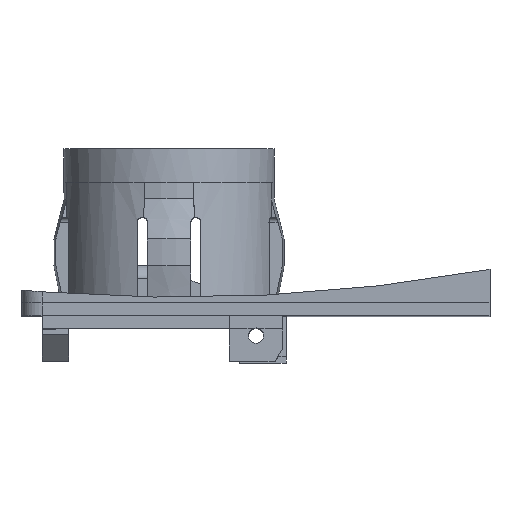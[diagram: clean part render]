
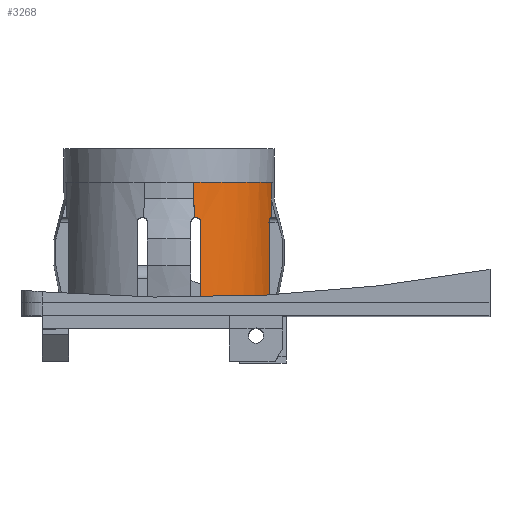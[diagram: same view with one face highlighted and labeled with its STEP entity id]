
A CAD part, top view. The second image highlights one B-rep face of the part: STEP entity #3268.
In plain terms, the highlighted cylindrical face has radius 15.75 mm (diameter 31.5 mm), a partial arc.
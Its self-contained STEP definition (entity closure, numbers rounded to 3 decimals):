
#1544 = VERTEX_POINT('',#1545);
#1545 = CARTESIAN_POINT('',(15.315,18.,3.677));
#1552 = EDGE_CURVE('',#1553,#1544,#1555,.T.);
#1553 = VERTEX_POINT('',#1554);
#1554 = CARTESIAN_POINT('',(3.677,18.,15.315));
#1555 = CIRCLE('',#1556,15.75);
#1556 = AXIS2_PLACEMENT_3D('',#1557,#1558,#1559);
#1557 = CARTESIAN_POINT('',(0.,18.,0.)
  );
#1558 = DIRECTION('',(0.,1.,-0.));
#1559 = DIRECTION('',(0.233,0.,0.972));
#2828 = VERTEX_POINT('',#2829);
#2829 = CARTESIAN_POINT('',(15.017,12.,4.75));
#2835 = EDGE_CURVE('',#2828,#2836,#2838,.T.);
#2836 = VERTEX_POINT('',#2837);
#2837 = CARTESIAN_POINT('',(15.315,12.677,
    3.677));
#2838 = B_SPLINE_CURVE_WITH_KNOTS('',7,(#2839,#2840,#2841,#2842,#2843,
    #2844,#2845,#2846,#2847,#2848,#2849,#2850,#2851,#2852),
  .UNSPECIFIED.,.F.,.F.,(8,6,8),(0.,0.476,1.),.UNSPECIFIED.);
#2839 = CARTESIAN_POINT('',(15.017,12.,4.75));
#2840 = CARTESIAN_POINT('',(15.017,12.095,4.75));
#2841 = CARTESIAN_POINT('',(15.021,12.19,
    4.736));
#2842 = CARTESIAN_POINT('',(15.03,12.283,
    4.708));
#2843 = CARTESIAN_POINT('',(15.043,12.373,
    4.666));
#2844 = CARTESIAN_POINT('',(15.061,12.456,
    4.61));
#2845 = CARTESIAN_POINT('',(15.082,12.53,
    4.541));
#2846 = CARTESIAN_POINT('',(15.132,12.662,
    4.37));
#2847 = CARTESIAN_POINT('',(15.162,12.718,
    4.266));
#2848 = CARTESIAN_POINT('',(15.195,12.755,
    4.148));
#2849 = CARTESIAN_POINT('',(15.228,12.769,
    4.025));
#2850 = CARTESIAN_POINT('',(15.26,12.76,
    3.901));
#2851 = CARTESIAN_POINT('',(15.289,12.728,
    3.783));
#2852 = CARTESIAN_POINT('',(15.315,12.677,
    3.677));
#2897 = EDGE_CURVE('',#2828,#2898,#2900,.T.);
#2898 = VERTEX_POINT('',#2899);
#2899 = CARTESIAN_POINT('',(15.017,0.,4.75));
#2900 = LINE('',#2901,#2902);
#2901 = CARTESIAN_POINT('',(15.017,18.,4.75));
#2902 = VECTOR('',#2903,1.);
#2903 = DIRECTION('',(0.,-1.,0.));
#2920 = VERTEX_POINT('',#2921);
#2921 = CARTESIAN_POINT('',(4.75,0.,15.017));
#2929 = EDGE_CURVE('',#2920,#2898,#2930,.T.);
#2930 = CIRCLE('',#2931,15.75);
#2931 = AXIS2_PLACEMENT_3D('',#2932,#2933,#2934);
#2932 = CARTESIAN_POINT('',(0.,0.,0.));
#2933 = DIRECTION('',(0.,1.,-0.));
#2934 = DIRECTION('',(0.233,0.,0.972));
#2946 = VERTEX_POINT('',#2947);
#2947 = CARTESIAN_POINT('',(4.75,12.,15.017));
#2953 = EDGE_CURVE('',#2946,#2920,#2954,.T.);
#2954 = LINE('',#2955,#2956);
#2955 = CARTESIAN_POINT('',(4.75,18.,15.017));
#2956 = VECTOR('',#2957,1.);
#2957 = DIRECTION('',(0.,-1.,0.));
#3003 = VERTEX_POINT('',#3004);
#3004 = CARTESIAN_POINT('',(3.677,12.677,
    15.315));
#3011 = EDGE_CURVE('',#3003,#2946,#3012,.T.);
#3012 = B_SPLINE_CURVE_WITH_KNOTS('',7,(#3013,#3014,#3015,#3016,#3017,
    #3018,#3019,#3020,#3021,#3022,#3023,#3024,#3025,#3026),
  .UNSPECIFIED.,.F.,.F.,(8,6,8),(0.,0.399,1.),.UNSPECIFIED.);
#3013 = CARTESIAN_POINT('',(3.677,12.677,
    15.315));
#3014 = CARTESIAN_POINT('',(3.757,12.715,
    15.295));
#3015 = CARTESIAN_POINT('',(3.845,12.743,
    15.274));
#3016 = CARTESIAN_POINT('',(3.937,12.759,
    15.251));
#3017 = CARTESIAN_POINT('',(4.031,12.761,
    15.226));
#3018 = CARTESIAN_POINT('',(4.123,12.749,15.201
    ));
#3019 = CARTESIAN_POINT('',(4.212,12.725,
    15.177));
#3020 = CARTESIAN_POINT('',(4.417,12.637,
    15.118));
#3021 = CARTESIAN_POINT('',(4.526,12.561,
    15.086));
#3022 = CARTESIAN_POINT('',(4.615,12.466,
    15.059));
#3023 = CARTESIAN_POINT('',(4.682,12.357,
    15.038));
#3024 = CARTESIAN_POINT('',(4.728,12.24,
    15.024));
#3025 = CARTESIAN_POINT('',(4.75,12.12,
    15.017));
#3026 = CARTESIAN_POINT('',(4.75,12.,15.017));
#3248 = VERTEX_POINT('',#3249);
#3249 = CARTESIAN_POINT('',(3.677,15.5,15.315));
#3256 = EDGE_CURVE('',#3248,#1553,#3257,.T.);
#3257 = LINE('',#3258,#3259);
#3258 = CARTESIAN_POINT('',(3.677,15.5,15.315));
#3259 = VECTOR('',#3260,1.);
#3260 = DIRECTION('',(0.,1.,0.));
#3268 = ADVANCED_FACE('',(#3269),#3298,.T.);
#3269 = FACE_BOUND('',#3270,.F.);
#3270 = EDGE_LOOP('',(#3271,#3272,#3273,#3281,#3287,#3288,#3289,#3290,
    #3291,#3292));
#3271 = ORIENTED_EDGE('',*,*,#3256,.T.);
#3272 = ORIENTED_EDGE('',*,*,#1552,.T.);
#3273 = ORIENTED_EDGE('',*,*,#3274,.F.);
#3274 = EDGE_CURVE('',#3275,#1544,#3277,.T.);
#3275 = VERTEX_POINT('',#3276);
#3276 = CARTESIAN_POINT('',(15.315,15.5,3.677));
#3277 = LINE('',#3278,#3279);
#3278 = CARTESIAN_POINT('',(15.315,15.5,3.677));
#3279 = VECTOR('',#3280,1.);
#3280 = DIRECTION('',(0.,1.,0.));
#3281 = ORIENTED_EDGE('',*,*,#3282,.T.);
#3282 = EDGE_CURVE('',#3275,#2836,#3283,.T.);
#3283 = LINE('',#3284,#3285);
#3284 = CARTESIAN_POINT('',(15.315,18.,3.677));
#3285 = VECTOR('',#3286,1.);
#3286 = DIRECTION('',(0.,-1.,0.));
#3287 = ORIENTED_EDGE('',*,*,#2835,.F.);
#3288 = ORIENTED_EDGE('',*,*,#2897,.T.);
#3289 = ORIENTED_EDGE('',*,*,#2929,.F.);
#3290 = ORIENTED_EDGE('',*,*,#2953,.F.);
#3291 = ORIENTED_EDGE('',*,*,#3011,.F.);
#3292 = ORIENTED_EDGE('',*,*,#3293,.F.);
#3293 = EDGE_CURVE('',#3248,#3003,#3294,.T.);
#3294 = LINE('',#3295,#3296);
#3295 = CARTESIAN_POINT('',(3.677,18.,15.315));
#3296 = VECTOR('',#3297,1.);
#3297 = DIRECTION('',(0.,-1.,0.));
#3298 = CYLINDRICAL_SURFACE('',#3299,15.75);
#3299 = AXIS2_PLACEMENT_3D('',#3300,#3301,#3302);
#3300 = CARTESIAN_POINT('',(0.,18.,0.)
  );
#3301 = DIRECTION('',(-0.,-1.,0.));
#3302 = DIRECTION('',(0.233,0.,0.972));
